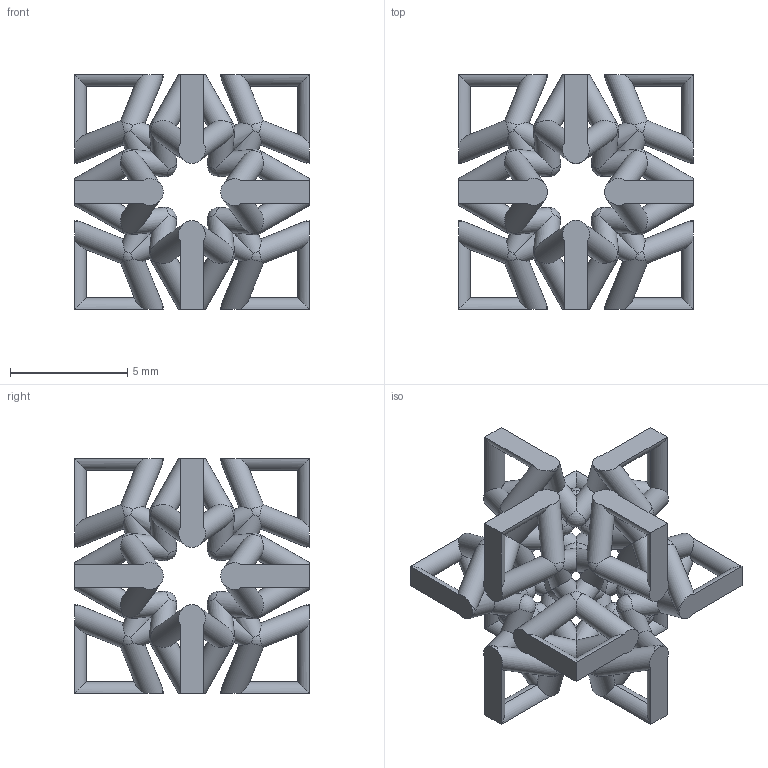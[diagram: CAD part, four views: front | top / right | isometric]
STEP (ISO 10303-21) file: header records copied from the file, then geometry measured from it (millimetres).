
FILE_DESCRIPTION(('Open CASCADE Model'),'2;1');
FILE_NAME('Open CASCADE Shape Model','2024-06-13T11:07:11',('Author'),( 'Open CASCADE'),'Open CASCADE STEP processor 7.7','Open CASCADE 7.7' ,'Unknown');
FILE_SCHEMA(('AUTOMOTIVE_DESIGN { 1 0 10303 214 1 1 1 1 }'));
Length unit declared in the file: millimetre
Products named in the file (1): Open CASCADE STEP translator 7.7 31
Bounding box: 10 x 10 x 10 mm (x, y, z)
Volume: 161.2 mm3; surface area: 655 mm2
Topology: 1 solids, 1 shells, 230 faces, 1014 edges, 670 vertices
Faces by surface type: cylinder 126, sphere 80, plane 24
Full cylindrical faces by diameter (mm): 1 x96
Entity records: 31691 total; most frequent: CARTESIAN_POINT 14478, DIRECTION 2982, ORIENTED_EDGE 1944, PCURVE 1944, DEFINITIONAL_REPRESENTATION 1944, B_SPLINE_CURVE_WITH_KNOTS 1200, AXIS2_PLACEMENT_3D 1041, EDGE_CURVE 972
